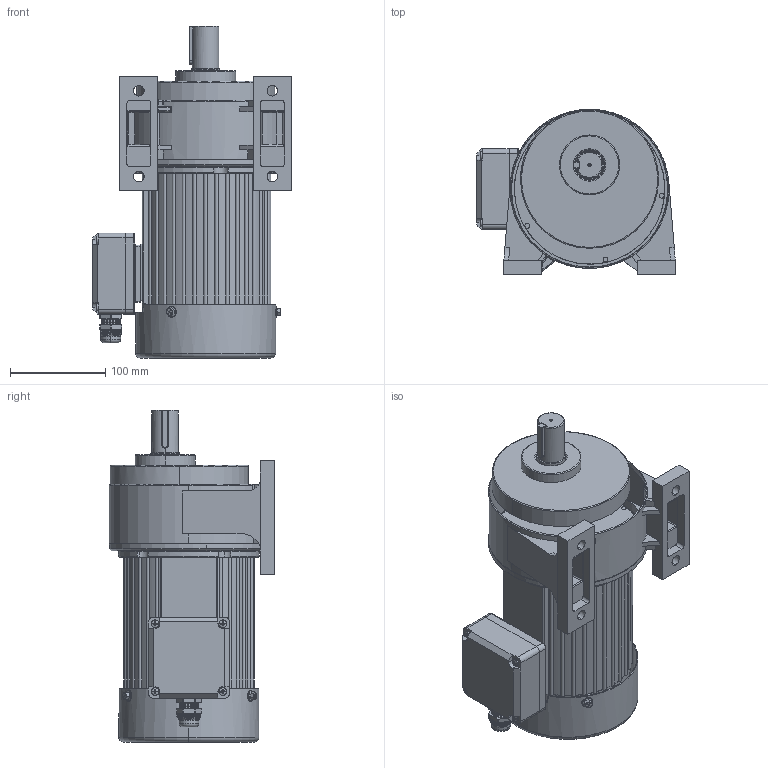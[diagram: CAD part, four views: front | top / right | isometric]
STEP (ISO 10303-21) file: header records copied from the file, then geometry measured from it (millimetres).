
FILE_DESCRIPTION (( 'STEP AP203' ), '1' );
FILE_NAME ('(標準品)G13H400W(5B55XXX100)(減速比共用).STEP', '2016-01-28T07:31:33', ( 'SE' ), ( 'SE' ), 'SwSTEP 2.0', 'SolidWorks 2010', '' );
FILE_SCHEMA (( 'CONFIG_CONTROL_DESIGN' ));
Products named in the file (16): M400C1A; ･Xｽuｲｰｹﾔ､TH-UP3(PVC2mmｫp); G13-750C1-04(含200.400)_G13400C1成品; 出線盒上蓋; G13OS1; 油封30x55x8; (標準品)G13H400W(5B55XXX100)(減速比共用); 400W煞車馬達後蓋SAB_45; 400W風扇蓋145x56／缺口70(直角); 成品-塑膠T盒; 出線盒下蓋; 丸頭螺絲 M4 x35 --35N_JIS B 1111 Binding head screw M4 x 8 --8N; 出線頭 Ver.2; 外六角內十字螺絲M5 x 10_ISO 4162 - M5 x 10 x 10-N; 7x7xL_40L; G13HBOX1_Z-成品
Assembly tree (20 placements, depth 3):
  (標準品)G13H400W(5B55XXX100)(減速比共用)
    成品-塑膠T盒
      出線盒下蓋
      ･Xｽuｲｰｹﾔ､TH-UP3(PVC2mmｫp)
      出線盒上蓋
      丸頭螺絲 M4 x35 --35N_JIS B 1111 Binding head screw M4 x 8 --8N  x4
      出線頭 Ver.2
    7x7xL_40L
    G13-750C1-04(含200.400)_G13400C1成品
    M400C1A
    G13OS1
    G13HBOX1_Z-成品
    油封30x55x8
    外六角內十字螺絲M5 x 10_ISO 4162 - M5 x 10 x 10-N  x3
    400W煞車馬達後蓋SAB_45
    400W風扇蓋145x56／缺口70(直角)
Bounding box: 208.5 x 173.5 x 348.5 mm (x, y, z)
Volume: 4846219.5 mm3; surface area: 489295.1 mm2
Topology: 19 solids, 22 shells, 2793 faces, 7332 edges, 4611 vertices
Faces by surface type: cone 926, plane 866, cylinder 852, torus 90, bspline 32, sphere 27
Entity records: 57960 total; most frequent: CARTESIAN_POINT 12452, DIRECTION 9253, ORIENTED_EDGE 9060, EDGE_CURVE 4530, AXIS2_PLACEMENT_3D 3308, VERTEX_POINT 2880, LINE 2637, VECTOR 2637
